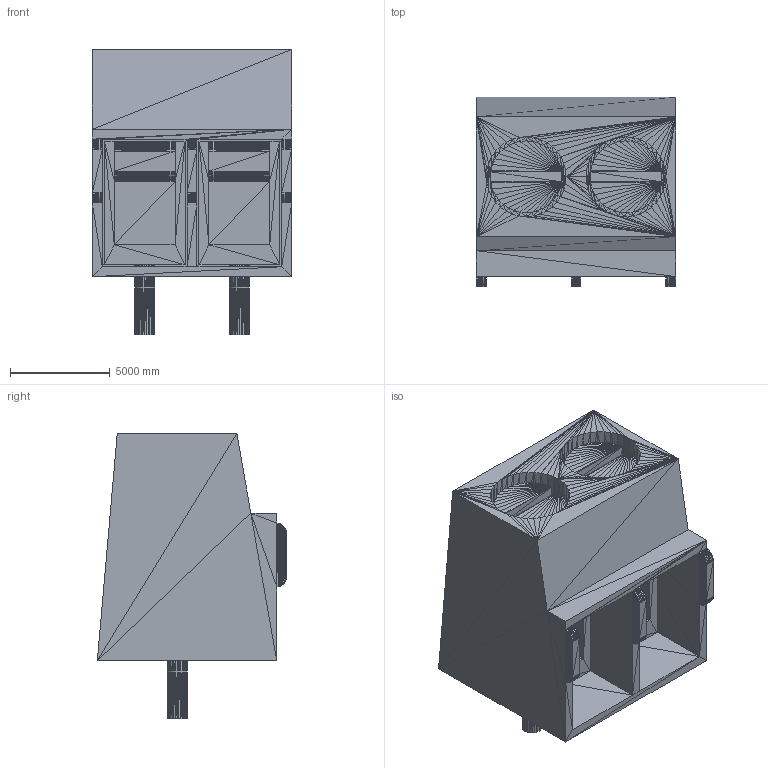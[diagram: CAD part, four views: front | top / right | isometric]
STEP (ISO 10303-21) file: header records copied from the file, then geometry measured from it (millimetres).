
FILE_DESCRIPTION(('FreeCAD Model'),'2;1');
FILE_NAME('Open CASCADE Shape Model','2021-04-28T11:47:54',('Author'),( ''),'Open CASCADE STEP processor 7.5','FreeCAD','Unknown');
FILE_SCHEMA(('AUTOMOTIVE_DESIGN { 1 0 10303 214 1 1 1 1 }'));
Products named in the file (1): _935161002
Bounding box: 10000 x 9500 x 14300 mm (x, y, z)
Surface area: 1447883255.4 mm2 (no closed solid volume)
Topology: 0 solids, 5 shells, 1508 faces, 2266 edges, 762 vertices
Faces by surface type: plane 1508
Entity records: 56809 total; most frequent: CARTESIAN_POINT 11336, DIRECTION 7580, LINE 4562, VECTOR 4562, ORIENTED_EDGE 4540, PCURVE 4540, DEFINITIONAL_REPRESENTATION 4540, EDGE_CURVE 2273
